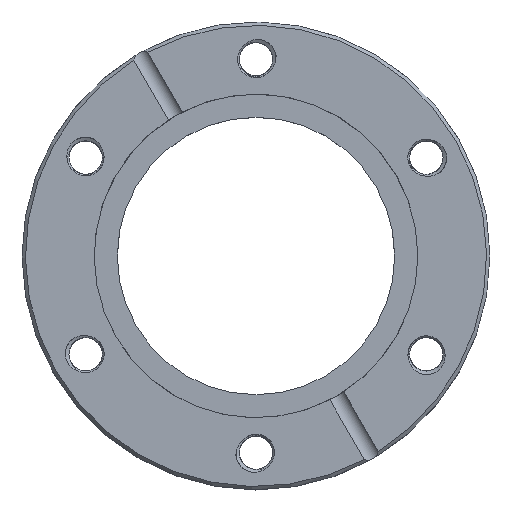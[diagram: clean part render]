
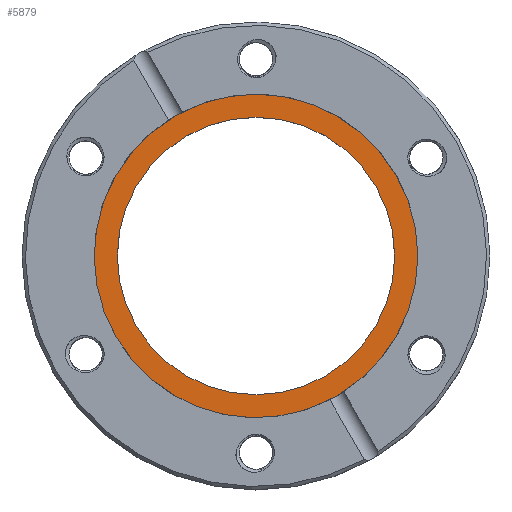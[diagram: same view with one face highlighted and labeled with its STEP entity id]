
A CAD part, top view. The second image highlights one B-rep face of the part: STEP entity #5879.
In plain terms, the highlighted planar face has unit normal (0, 0, 1).
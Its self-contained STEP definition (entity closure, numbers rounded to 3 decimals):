
#697 = AXIS2_PLACEMENT_3D ( 'NONE', #7958, #4041, #9025 ) ;
#1017 = VERTEX_POINT ( 'NONE', #12380 ) ;
#2063 = AXIS2_PLACEMENT_3D ( 'NONE', #5911, #14577, #14497 ) ;
#2880 = FACE_BOUND ( 'NONE', #13928, .T. ) ;
#3547 = CARTESIAN_POINT ( 'NONE',  ( 20.7, 0., -1.3 ) ) ;
#3627 = CIRCLE ( 'NONE', #12779, 20.7 ) ;
#3898 = CIRCLE ( 'NONE', #2063, 24.155 ) ;
#4041 = DIRECTION ( 'NONE',  ( 0., 0., -1. ) ) ;
#5879 = ADVANCED_FACE ( 'NONE', ( #2880, #7801 ), #6806, .F. ) ;
#5911 = CARTESIAN_POINT ( 'NONE',  ( 0., 0., -1.3 ) ) ;
#5991 = DIRECTION ( 'NONE',  ( 1., 0., 0. ) ) ;
#6806 = PLANE ( 'NONE',  #697 ) ;
#7801 = FACE_OUTER_BOUND ( 'NONE', #11670, .T. ) ;
#7958 = CARTESIAN_POINT ( 'NONE',  ( 0., 20.7, -1.3 ) ) ;
#8112 = ORIENTED_EDGE ( 'NONE', *, *, #9314, .T. ) ;
#8946 = ORIENTED_EDGE ( 'NONE', *, *, #9403, .F. ) ;
#9025 = DIRECTION ( 'NONE',  ( -1., 0., 0. ) ) ;
#9314 = EDGE_CURVE ( 'NONE', #1017, #1017, #3898, .T. ) ;
#9403 = EDGE_CURVE ( 'NONE', #15955, #15955, #3627, .T. ) ;
#10654 = DIRECTION ( 'NONE',  ( 0., 0., 1. ) ) ;
#11670 = EDGE_LOOP ( 'NONE', ( #8112 ) ) ;
#12380 = CARTESIAN_POINT ( 'NONE',  ( 24.155, 0., -1.3 ) ) ;
#12779 = AXIS2_PLACEMENT_3D ( 'NONE', #14333, #10654, #5991 ) ;
#13928 = EDGE_LOOP ( 'NONE', ( #8946 ) ) ;
#14333 = CARTESIAN_POINT ( 'NONE',  ( 0., 0., -1.3 ) ) ;
#14497 = DIRECTION ( 'NONE',  ( 1., 0., 0. ) ) ;
#14577 = DIRECTION ( 'NONE',  ( 0., 0., 1. ) ) ;
#15955 = VERTEX_POINT ( 'NONE', #3547 ) ;
